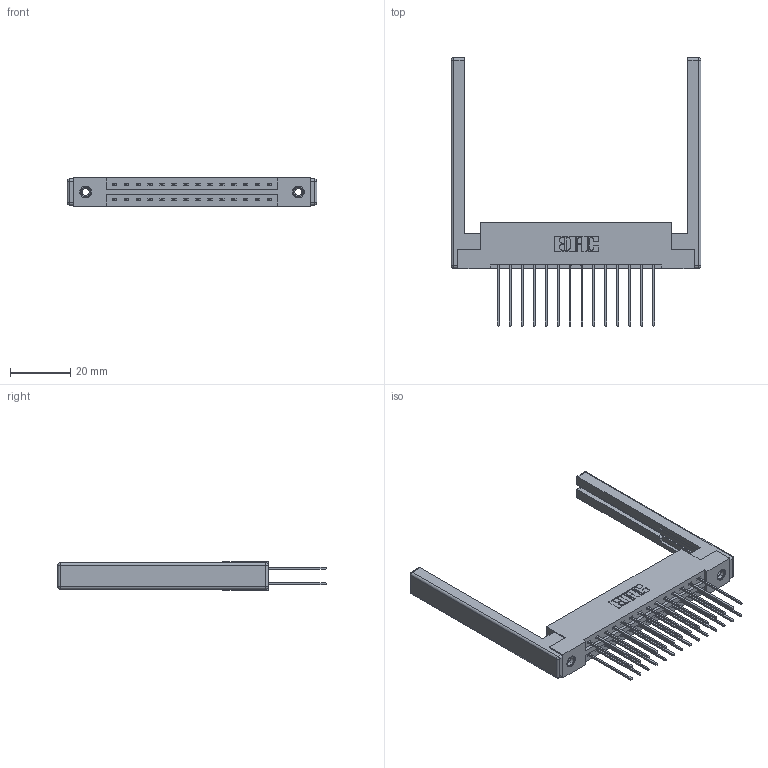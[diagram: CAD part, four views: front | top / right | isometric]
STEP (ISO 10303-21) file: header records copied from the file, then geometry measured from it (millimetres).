
FILE_DESCRIPTION (( 'STEP AP203' ), '1' );
FILE_NAME ('337-028-541-268.STEP', '2019-10-08T17:04:43', ( '' ), ( '' ), 'SwSTEP 2.0', 'SolidWorks 2016', '' );
FILE_SCHEMA (( 'CONFIG_CONTROL_DESIGN' ));
Length unit declared in the file: inch
Products named in the file (5): 307-220-068; 337-028-541-268; 345-292-001_345-293-141; 345-250-001_345-250-001-102; 337 Part_Flush Mounting Lugs - 0.156 Dia-TI
Assembly tree (33 placements, depth 2):
  337-028-541-268
    337 Part_Flush Mounting Lugs - 0.156 Dia-TI
    345-292-001_345-293-141  x28
    345-250-001_345-250-001-102  x2
    307-220-068  x2
Bounding box: 82.91 x 89.03 x 9.4 mm (x, y, z)
Volume: 12910 mm3; surface area: 14206.5 mm2
Topology: 33 solids, 33 shells, 1780 faces, 5209 edges, 3414 vertices
Faces by surface type: plane 1222, cylinder 534, cone 12, sphere 8, torus 4
Entity records: 17254 total; most frequent: CARTESIAN_POINT 2895, ORIENTED_EDGE 2820, DIRECTION 2584, EDGE_CURVE 1410, VECTOR 1232, LINE 1232, VERTEX_POINT 930, AXIS2_PLACEMENT_3D 676
